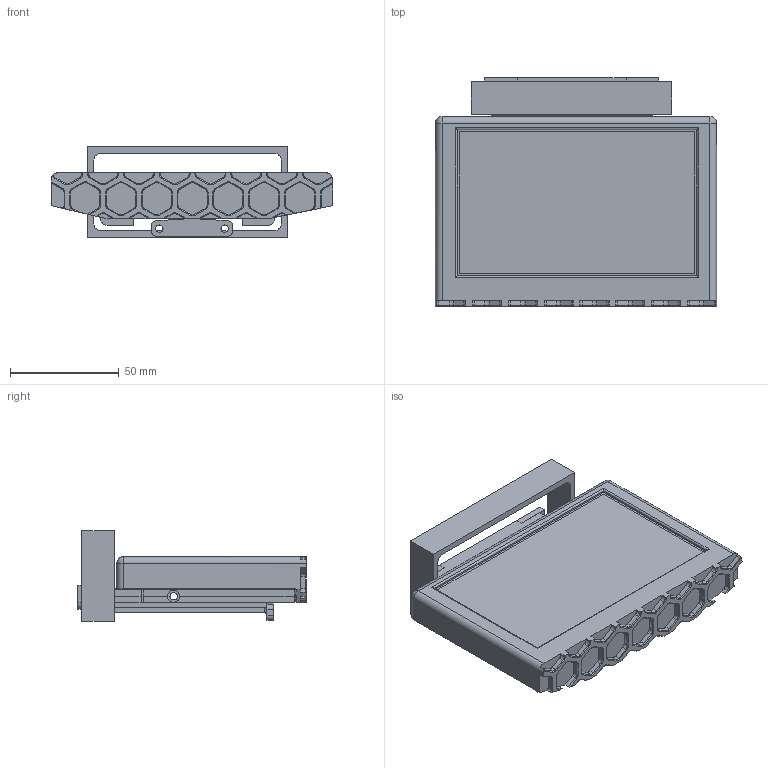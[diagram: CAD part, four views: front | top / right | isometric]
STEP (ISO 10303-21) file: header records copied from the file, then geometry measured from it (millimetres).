
FILE_DESCRIPTION(('CATIA V5 STEP Exchange','CAx-IF Rec.Pracs.--- Model Styling and Organization---1.5--- 2016-08-15','CAx-IF Rec.Pracs.---Supplemental Geometry---1.0---2011-11-01','CAx-IF Rec.Pracs.--- Composite Materials ---1.1---2010-07-15'),'2;1');
FILE_NAME('Display_Halter-BTT_PITFT50.stp','2022-02-14T21:16:57+00:00',('none'),('none'),'CATIA Version 5-6 Release 2020 SP5 HF2','CATIA V5 STEP AP214 v2','none');
FILE_SCHEMA(('AUTOMOTIVE_DESIGN { 1 0 10303 214 1 1 1 1 }'));
Length unit declared in the file: millimetre
Products named in the file (6): Display_Halter-BTT_PITFT50; BTT_PITFT50; Display_Halter_Deckel; Display_Halter_Halter; Display_Scharnier; Display_Halter_Fuehrung
Assembly tree (5 placements, depth 2):
  Display_Halter-BTT_PITFT50
    BTT_PITFT50
    Display_Halter_Deckel
    Display_Halter_Halter
    Display_Scharnier
    Display_Halter_Fuehrung
Bounding box: 129 x 104.8 x 41.35 mm (x, y, z)
Volume: 173430.7 mm3; surface area: 105789.7 mm2
Topology: 11 solids, 12 shells, 856 faces, 2203 edges, 1388 vertices
Faces by surface type: plane 475, cylinder 255, cone 85, torus 28, sphere 10, bspline 3
Entity records: 24816 total; most frequent: CARTESIAN_POINT 4901, ORIENTED_EDGE 4378, DIRECTION 3406, EDGE_CURVE 2189, VECTOR 1471, LINE 1471, VERTEX_POINT 1384, AXIS2_PLACEMENT_3D 1263
